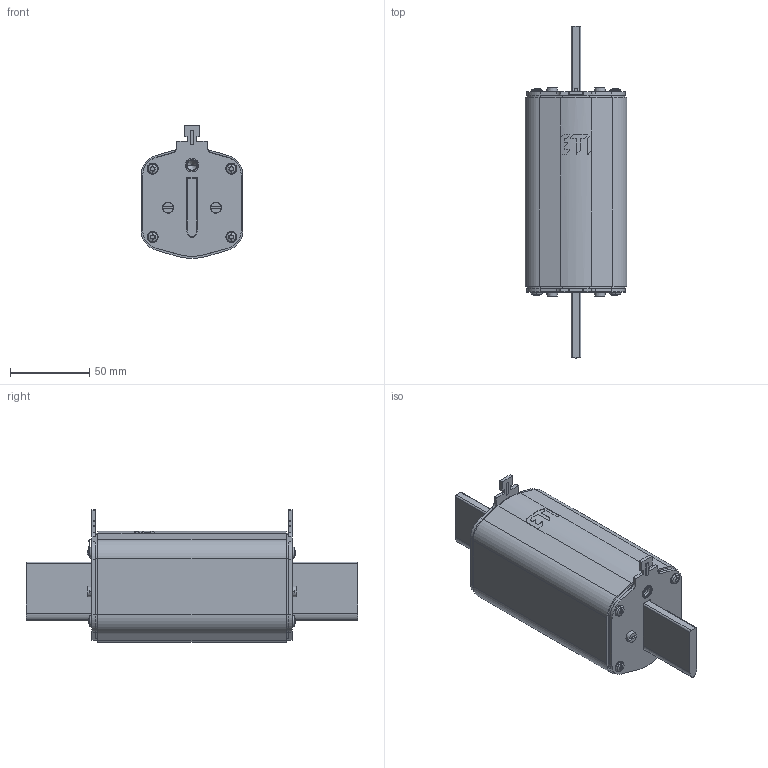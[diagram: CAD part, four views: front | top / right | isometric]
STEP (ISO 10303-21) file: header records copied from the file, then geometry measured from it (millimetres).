
FILE_DESCRIPTION((''),'2;1');
FILE_NAME('3L_1100V_ASM','2021-09-27T',('marketing.praksa'),('Audax d.o.o.'),'CREO PARAMETRIC BY PTC INC, 2017480','CREO PARAMETRIC BY PTC INC, 2017480','');
FILE_SCHEMA(('AUTOMOTIVE_DESIGN { 1 0 10303 214 1 1 1 1 }'));
Length unit declared in the file: millimetre
Products named in the file (12): 0000019746_2; 0000019000_AF0_1_1_2; 0000019002_AF0_2_1; 0000019004_ASM_1_1_ASM; 0000019100_2; 0000019022_1; 0000015419_1_1_2_3; 0000004154_1_1; 0000017079_1_1; 0000017080_1_1; 0000016201_AF0_1_1_2_3; 3L_1100V_ASM
Assembly tree (24 placements, depth 3):
  3L_1100V_ASM
    0000019746_2
    0000019004_ASM_1_1_ASM  x2
      0000019000_AF0_1_1_2
      0000019002_AF0_2_1
    0000019100_2  x2
    0000019022_1  x2
    0000015419_1_1_2_3  x4
    0000004154_1_1  x8
    0000017079_1_1
    0000017080_1_1
    0000016201_AF0_1_1_2_3
Bounding box: 64 x 209 x 83.65 mm (x, y, z)
Volume: 524811.6 mm3; surface area: 92749.3 mm2
Topology: 24 solids, 48 shells, 885 faces, 2395 edges, 1567 vertices
Faces by surface type: cylinder 426, plane 278, cone 80, torus 56, bspline 26, sphere 16, extrusion 3
Entity records: 22908 total; most frequent: CARTESIAN_POINT 4168, DIRECTION 2623, ORIENTED_EDGE 2396, EDGE_CURVE 1223, AXIS2_PLACEMENT_3D 1021, PRESENTATION_STYLE_ASSIGNMENT 951, STYLED_ITEM 898, VERTEX_POINT 792
